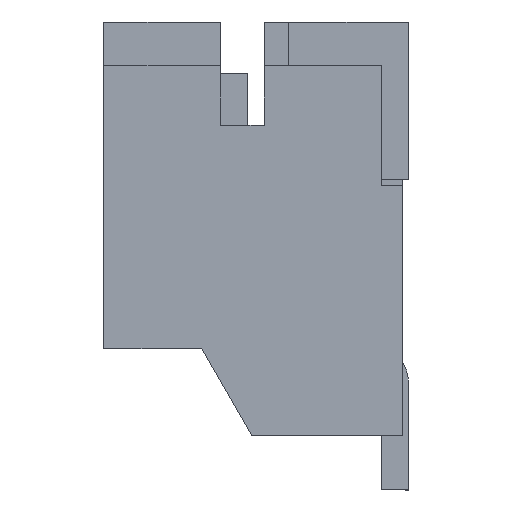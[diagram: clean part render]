
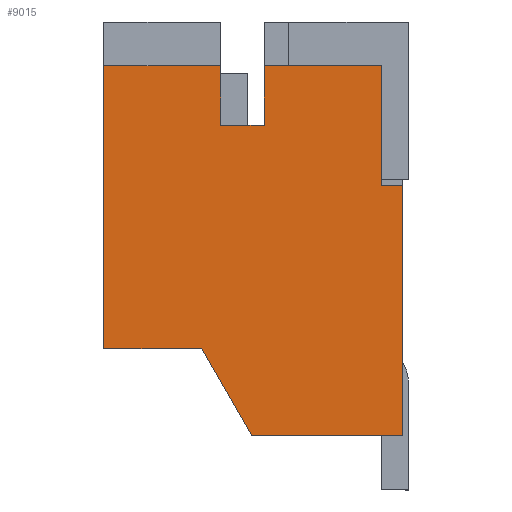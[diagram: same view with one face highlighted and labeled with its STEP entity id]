
A CAD part, left-side view. The second image highlights one B-rep face of the part: STEP entity #9015.
In plain terms, the highlighted planar face has unit normal (-1, 0, 0).
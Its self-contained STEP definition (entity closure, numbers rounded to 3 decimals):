
#190 = EDGE_CURVE ( 'NONE', #207, #209, #2401, .T. ) ;
#191 = ORIENTED_EDGE ( 'NONE', *, *, #192, .T. ) ;
#192 = EDGE_CURVE ( 'NONE', #209, #193, #2397, .T. ) ;
#193 = VERTEX_POINT ( 'NONE', #2393 ) ;
#194 = ORIENTED_EDGE ( 'NONE', *, *, #195, .T. ) ;
#195 = EDGE_CURVE ( 'NONE', #193, #196, #2452, .T. ) ;
#196 = VERTEX_POINT ( 'NONE', #2448 ) ;
#197 = ORIENTED_EDGE ( 'NONE', *, *, #198, .T. ) ;
#198 = EDGE_CURVE ( 'NONE', #196, #9011, #2446, .T. ) ;
#201 = VERTEX_POINT ( 'NONE', #2481 ) ;
#202 = ORIENTED_EDGE ( 'NONE', *, *, #203, .T. ) ;
#203 = EDGE_CURVE ( 'NONE', #201, #204, #2480, .T. ) ;
#204 = VERTEX_POINT ( 'NONE', #2476 ) ;
#205 = ORIENTED_EDGE ( 'NONE', *, *, #206, .F. ) ;
#206 = EDGE_CURVE ( 'NONE', #207, #204, #2475, .T. ) ;
#207 = VERTEX_POINT ( 'NONE', #2471 ) ;
#208 = ORIENTED_EDGE ( 'NONE', *, *, #190, .T. ) ;
#209 = VERTEX_POINT ( 'NONE', #2470 ) ;
#439 = VERTEX_POINT ( 'NONE', #2954 ) ;
#441 = EDGE_CURVE ( 'NONE', #442, #439, #2953, .T. ) ;
#442 = VERTEX_POINT ( 'NONE', #2949 ) ;
#2393 = CARTESIAN_POINT ( 'NONE',  ( 11.95, 2.776, 9.4 ) ) ;
#2394 = DIRECTION ( 'NONE',  ( 0., -0.5, -0.866 ) ) ;
#2395 = VECTOR ( 'NONE', #2394, 1000. ) ;
#2396 = CARTESIAN_POINT ( 'NONE',  ( 11.95, 2.776, 9.4 ) ) ;
#2397 = LINE ( 'NONE', #2396, #2395 ) ;
#2398 = DIRECTION ( 'NONE',  ( 0., -1., 0. ) ) ;
#2399 = VECTOR ( 'NONE', #2398, 1000. ) ;
#2400 = CARTESIAN_POINT ( 'NONE',  ( 11.95, 3.7, 11. ) ) ;
#2401 = LINE ( 'NONE', #2400, #2399 ) ;
#2443 = DIRECTION ( 'NONE',  ( 0., 0., 1. ) ) ;
#2444 = VECTOR ( 'NONE', #2443, 1000. ) ;
#2445 = CARTESIAN_POINT ( 'NONE',  ( 11.95, 0., 17. ) ) ;
#2446 = LINE ( 'NONE', #2445, #2444 ) ;
#2448 = CARTESIAN_POINT ( 'NONE',  ( 11.95, 0., 9.4 ) ) ;
#2449 = DIRECTION ( 'NONE',  ( 0., -1., 0. ) ) ;
#2450 = VECTOR ( 'NONE', #2449, 1000. ) ;
#2451 = CARTESIAN_POINT ( 'NONE',  ( 11.95, 5.5, 9.4 ) ) ;
#2452 = LINE ( 'NONE', #2451, #2450 ) ;
#2470 = CARTESIAN_POINT ( 'NONE',  ( 11.95, 3.7, 11. ) ) ;
#2471 = CARTESIAN_POINT ( 'NONE',  ( 11.95, 5.5, 11. ) ) ;
#2472 = DIRECTION ( 'NONE',  ( 0., 0., 1. ) ) ;
#2473 = VECTOR ( 'NONE', #2472, 1000. ) ;
#2474 = CARTESIAN_POINT ( 'NONE',  ( 11.95, 5.5, 17. ) ) ;
#2475 = LINE ( 'NONE', #2474, #2473 ) ;
#2476 = CARTESIAN_POINT ( 'NONE',  ( 11.95, 5.5, 16.2 ) ) ;
#2477 = DIRECTION ( 'NONE',  ( 0., 1., 0. ) ) ;
#2478 = VECTOR ( 'NONE', #2477, 1000. ) ;
#2479 = CARTESIAN_POINT ( 'NONE',  ( 11.95, 0., 16.2 ) ) ;
#2480 = LINE ( 'NONE', #2479, #2478 ) ;
#2481 = CARTESIAN_POINT ( 'NONE',  ( 11.95, 3.35, 16.2 ) ) ;
#2949 = CARTESIAN_POINT ( 'NONE',  ( 11.95, 0.4, 16.2 ) ) ;
#2950 = DIRECTION ( 'NONE',  ( 0., 1., 0. ) ) ;
#2951 = VECTOR ( 'NONE', #2950, 1000. ) ;
#2952 = CARTESIAN_POINT ( 'NONE',  ( 11.95, 0., 16.2 ) ) ;
#2953 = LINE ( 'NONE', #2952, #2951 ) ;
#2954 = CARTESIAN_POINT ( 'NONE',  ( 11.95, 2.55, 16.2 ) ) ;
#8159 = DIRECTION ( 'NONE',  ( 0., 0., -1. ) ) ;
#8160 = DIRECTION ( 'NONE',  ( 1., 0., 0. ) ) ;
#8161 = CARTESIAN_POINT ( 'NONE',  ( 11.95, 5.5, 17. ) ) ;
#8162 = AXIS2_PLACEMENT_3D ( 'NONE', #8161, #8160, #8159 ) ;
#8163 = PLANE ( 'NONE',  #8162 ) ;
#8179 = FACE_OUTER_BOUND ( 'NONE', #9012, .T. ) ;
#8181 = CARTESIAN_POINT ( 'NONE',  ( 11.95, 0., 14. ) ) ;
#8186 = DIRECTION ( 'NONE',  ( 0., 0., -1. ) ) ;
#8187 = VECTOR ( 'NONE', #8186, 1000. ) ;
#8188 = CARTESIAN_POINT ( 'NONE',  ( 11.95, 2.55, 17. ) ) ;
#8189 = LINE ( 'NONE', #8188, #8187 ) ;
#8190 = DIRECTION ( 'NONE',  ( 0., 1., 0. ) ) ;
#8191 = VECTOR ( 'NONE', #8190, 1000. ) ;
#8192 = CARTESIAN_POINT ( 'NONE',  ( 11.95, 2.55, 15.1 ) ) ;
#8193 = LINE ( 'NONE', #8192, #8191 ) ;
#8194 = CARTESIAN_POINT ( 'NONE',  ( 11.95, 2.55, 15.1 ) ) ;
#8195 = CARTESIAN_POINT ( 'NONE',  ( 11.95, 3.35, 15.1 ) ) ;
#8196 = DIRECTION ( 'NONE',  ( 0., 0., 1. ) ) ;
#8197 = VECTOR ( 'NONE', #8196, 1000. ) ;
#8198 = CARTESIAN_POINT ( 'NONE',  ( 11.95, 3.35, 17. ) ) ;
#8199 = LINE ( 'NONE', #8198, #8197 ) ;
#8233 = DIRECTION ( 'NONE',  ( 0., 1., 0. ) ) ;
#8234 = VECTOR ( 'NONE', #8233, 1000. ) ;
#8235 = CARTESIAN_POINT ( 'NONE',  ( 11.95, 0., 14. ) ) ;
#8236 = LINE ( 'NONE', #8235, #8234 ) ;
#8242 = CARTESIAN_POINT ( 'NONE',  ( 11.95, 0.4, 14. ) ) ;
#8243 = DIRECTION ( 'NONE',  ( 0., 0., 1. ) ) ;
#8244 = VECTOR ( 'NONE', #8243, 1000. ) ;
#8245 = CARTESIAN_POINT ( 'NONE',  ( 11.95, 0.4, 17. ) ) ;
#8246 = LINE ( 'NONE', #8245, #8244 ) ;
#9011 = VERTEX_POINT ( 'NONE', #8181 ) ;
#9012 = EDGE_LOOP ( 'NONE', ( #9040, #9037, #9035, #9036, #9031, #9027, #202, #205, #208, #191, #194, #197 ) ) ;
#9015 = ADVANCED_FACE ( 'NONE', ( #8179 ), #8163, .F. ) ;
#9027 = ORIENTED_EDGE ( 'NONE', *, *, #9028, .T. ) ;
#9028 = EDGE_CURVE ( 'NONE', #9029, #201, #8199, .T. ) ;
#9029 = VERTEX_POINT ( 'NONE', #8195 ) ;
#9030 = VERTEX_POINT ( 'NONE', #8194 ) ;
#9031 = ORIENTED_EDGE ( 'NONE', *, *, #9032, .T. ) ;
#9032 = EDGE_CURVE ( 'NONE', #9030, #9029, #8193, .T. ) ;
#9033 = EDGE_CURVE ( 'NONE', #439, #9030, #8189, .T. ) ;
#9034 = EDGE_CURVE ( 'NONE', #9038, #442, #8246, .T. ) ;
#9035 = ORIENTED_EDGE ( 'NONE', *, *, #441, .T. ) ;
#9036 = ORIENTED_EDGE ( 'NONE', *, *, #9033, .T. ) ;
#9037 = ORIENTED_EDGE ( 'NONE', *, *, #9034, .T. ) ;
#9038 = VERTEX_POINT ( 'NONE', #8242 ) ;
#9040 = ORIENTED_EDGE ( 'NONE', *, *, #9041, .T. ) ;
#9041 = EDGE_CURVE ( 'NONE', #9011, #9038, #8236, .T. ) ;
